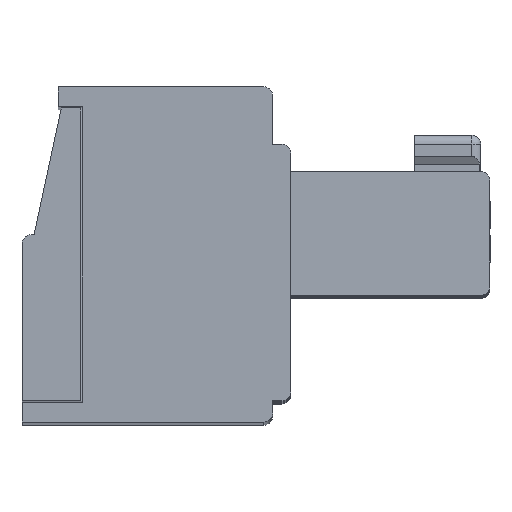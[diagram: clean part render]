
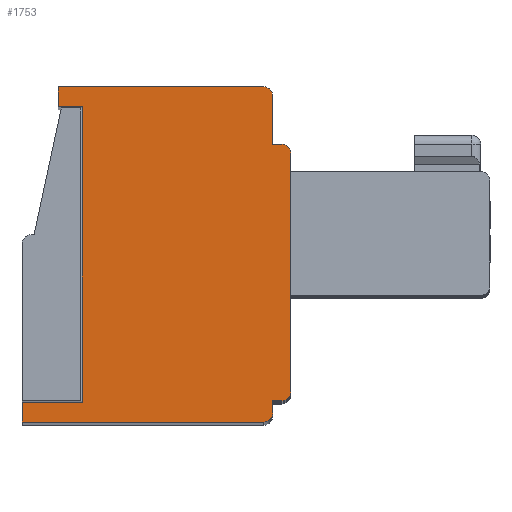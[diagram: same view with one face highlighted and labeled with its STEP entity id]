
A CAD part, top view. The second image highlights one B-rep face of the part: STEP entity #1753.
In plain terms, the highlighted planar face has unit normal (0, 0, 1).
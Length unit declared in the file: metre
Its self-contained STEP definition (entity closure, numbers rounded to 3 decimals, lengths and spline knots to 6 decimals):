
#1753=ADVANCED_FACE('',(#4617),#4618,.F.);
#4617=FACE_OUTER_BOUND('',#8730,.T.);
#4618=PLANE('',#8731);
#8730=EDGE_LOOP('',(#13968,#13969,#13970,#13971,#13972,#13973,#13974,#13975,#13976,#13977,#13978,#13979,#13980,#13981,#13982,#13983));
#8731=AXIS2_PLACEMENT_3D('',#13984,#13985,#13986);
#13968=ORIENTED_EDGE('',*,*,#24755,.F.);
#13969=ORIENTED_EDGE('',*,*,#24756,.T.);
#13970=ORIENTED_EDGE('',*,*,#24757,.T.);
#13971=ORIENTED_EDGE('',*,*,#24758,.T.);
#13972=ORIENTED_EDGE('',*,*,#24759,.T.);
#13973=ORIENTED_EDGE('',*,*,#24760,.T.);
#13974=ORIENTED_EDGE('',*,*,#24761,.T.);
#13975=ORIENTED_EDGE('',*,*,#24762,.T.);
#13976=ORIENTED_EDGE('',*,*,#24763,.F.);
#13977=ORIENTED_EDGE('',*,*,#24764,.T.);
#13978=ORIENTED_EDGE('',*,*,#24765,.T.);
#13979=ORIENTED_EDGE('',*,*,#24766,.T.);
#13980=ORIENTED_EDGE('',*,*,#24767,.T.);
#13981=ORIENTED_EDGE('',*,*,#24768,.T.);
#13982=ORIENTED_EDGE('',*,*,#24769,.T.);
#13983=ORIENTED_EDGE('',*,*,#24770,.T.);
#13984=CARTESIAN_POINT('',(0.013673,0.00851,0.051633));
#13985=DIRECTION('',(0.,0.,-1.0));
#13986=DIRECTION('',(0.0,-1.0,0.));
#24755=EDGE_CURVE('',#29847,#29848,#29849,.T.);
#24756=EDGE_CURVE('',#29847,#29850,#29851,.T.);
#24757=EDGE_CURVE('',#29850,#29852,#29853,.T.);
#24758=EDGE_CURVE('',#29852,#29854,#29855,.T.);
#24759=EDGE_CURVE('',#29854,#29856,#29857,.T.);
#24760=EDGE_CURVE('',#29856,#29858,#29859,.T.);
#24761=EDGE_CURVE('',#29858,#29860,#29861,.T.);
#24762=EDGE_CURVE('',#29860,#29862,#29863,.T.);
#24763=EDGE_CURVE('',#29864,#29862,#29865,.T.);
#24764=EDGE_CURVE('',#29864,#29866,#29867,.T.);
#24765=EDGE_CURVE('',#29866,#29868,#29869,.T.);
#24766=EDGE_CURVE('',#29868,#29870,#29871,.T.);
#24767=EDGE_CURVE('',#29870,#29872,#29873,.T.);
#24768=EDGE_CURVE('',#29872,#29874,#29875,.T.);
#24769=EDGE_CURVE('',#29874,#29876,#29877,.T.);
#24770=EDGE_CURVE('',#29876,#29848,#29878,.T.);
#29847=VERTEX_POINT('',#37375);
#29848=VERTEX_POINT('',#37376);
#29849=LINE('',#37377,#37378);
#29850=VERTEX_POINT('',#37379);
#29851=LINE('',#37380,#37381);
#29852=VERTEX_POINT('',#37382);
#29853=LINE('',#37383,#37384);
#29854=VERTEX_POINT('',#37385);
#29855=LINE('',#37386,#37387);
#29856=VERTEX_POINT('',#37388);
#29857=CIRCLE('',#37389,0.0003);
#29858=VERTEX_POINT('',#37390);
#29859=LINE('',#37391,#37392);
#29860=VERTEX_POINT('',#37393);
#29861=LINE('',#37394,#37395);
#29862=VERTEX_POINT('',#37396);
#29863=CIRCLE('',#37397,0.0003);
#29864=VERTEX_POINT('',#37398);
#29865=LINE('',#37399,#37400);
#29866=VERTEX_POINT('',#37401);
#29867=CIRCLE('',#37402,0.0003);
#29868=VERTEX_POINT('',#37403);
#29869=LINE('',#37404,#37405);
#29870=VERTEX_POINT('',#37406);
#29871=LINE('',#37407,#37408);
#29872=VERTEX_POINT('',#37409);
#29873=CIRCLE('',#37410,0.0003);
#29874=VERTEX_POINT('',#37411);
#29875=LINE('',#37412,#37413);
#29876=VERTEX_POINT('',#37414);
#29877=LINE('',#37415,#37416);
#29878=LINE('',#37417,#37418);
#37375=CARTESIAN_POINT('',(0.000473,0.00116,0.051633));
#37376=CARTESIAN_POINT('',(0.000473,0.01096,0.051633));
#37377=CARTESIAN_POINT('',(0.000473,0.00116,0.051633));
#37378=VECTOR('',#45955,1.0);
#37379=CARTESIAN_POINT('',(-0.001527,0.00116,0.051633));
#37380=CARTESIAN_POINT('',(0.013673,0.00116,0.051633));
#37381=VECTOR('',#45956,1.0);
#37382=CARTESIAN_POINT('',(-0.001527,0.00051,0.051633));
#37383=CARTESIAN_POINT('',(-0.001527,0.00851,0.051633));
#37384=VECTOR('',#45957,1.0);
#37385=CARTESIAN_POINT('',(0.006473,0.00051,0.051633));
#37386=CARTESIAN_POINT('',(0.013673,0.00051,0.051633));
#37387=VECTOR('',#45958,1.0);
#37388=CARTESIAN_POINT('',(0.006773,0.00081,0.051633));
#37389=AXIS2_PLACEMENT_3D('',#45959,#45960,#45961);
#37390=CARTESIAN_POINT('',(0.006773,0.00121,0.051633));
#37391=CARTESIAN_POINT('',(0.006773,0.00851,0.051633));
#37392=VECTOR('',#45962,1.0);
#37393=CARTESIAN_POINT('',(0.007073,0.00121,0.051633));
#37394=CARTESIAN_POINT('',(0.013673,0.00121,0.051633));
#37395=VECTOR('',#45963,1.0);
#37396=CARTESIAN_POINT('',(0.007373,0.00151,0.051633));
#37397=AXIS2_PLACEMENT_3D('',#45964,#45965,#45966);
#37398=CARTESIAN_POINT('',(0.007373,0.00941,0.051633));
#37399=CARTESIAN_POINT('',(0.007373,0.00941,0.051633));
#37400=VECTOR('',#45967,1.0);
#37401=CARTESIAN_POINT('',(0.007073,0.00971,0.051633));
#37402=AXIS2_PLACEMENT_3D('',#45968,#45969,#45970);
#37403=CARTESIAN_POINT('',(0.006773,0.00971,0.051633));
#37404=CARTESIAN_POINT('',(0.006773,0.00971,0.051633));
#37405=VECTOR('',#45971,1.0);
#37406=CARTESIAN_POINT('',(0.006773,0.01131,0.051633));
#37407=CARTESIAN_POINT('',(0.006773,0.00851,0.051633));
#37408=VECTOR('',#45972,1.0);
#37409=CARTESIAN_POINT('',(0.006473,0.01161,0.051633));
#37410=AXIS2_PLACEMENT_3D('',#45973,#45974,#45975);
#37411=CARTESIAN_POINT('',(-0.000327,0.01161,0.051633));
#37412=CARTESIAN_POINT('',(0.013673,0.01161,0.051633));
#37413=VECTOR('',#45976,1.0);
#37414=CARTESIAN_POINT('',(-0.000327,0.01096,0.051633));
#37415=CARTESIAN_POINT('',(-0.000327,0.00851,0.051633));
#37416=VECTOR('',#45977,1.0);
#37417=CARTESIAN_POINT('',(0.013673,0.01096,0.051633));
#37418=VECTOR('',#45978,1.0);
#45955=DIRECTION('',(0.,1.0,0.0));
#45956=DIRECTION('',(-1.0,0.,0.));
#45957=DIRECTION('',(0.,-1.0,0.));
#45958=DIRECTION('',(1.0,0.,0.));
#45959=CARTESIAN_POINT('',(0.006473,0.00081,0.051633));
#45960=DIRECTION('',(0.,0.,1.0));
#45961=DIRECTION('',(-1.0,0.,0.));
#45962=DIRECTION('',(0.,1.0,0.));
#45963=DIRECTION('',(1.0,0.,0.));
#45964=CARTESIAN_POINT('',(0.007073,0.00151,0.051633));
#45965=DIRECTION('',(0.,0.,1.0));
#45966=DIRECTION('',(-1.0,0.,0.));
#45967=DIRECTION('',(0.,-1.0,0.0));
#45968=CARTESIAN_POINT('',(0.007073,0.00941,0.051633));
#45969=DIRECTION('',(0.,0.,1.0));
#45970=DIRECTION('',(-1.0,0.0,0.));
#45971=DIRECTION('',(-1.0,0.,0.));
#45972=DIRECTION('',(0.,1.0,0.));
#45973=CARTESIAN_POINT('',(0.006473,0.01131,0.051633));
#45974=DIRECTION('',(0.,0.,1.0));
#45975=DIRECTION('',(-1.0,0.,0.));
#45976=DIRECTION('',(-1.0,0.,0.));
#45977=DIRECTION('',(0.,-1.0,0.));
#45978=DIRECTION('',(1.0,0.,0.));
